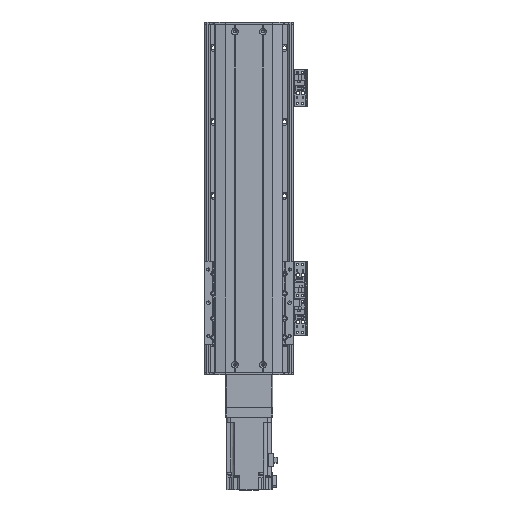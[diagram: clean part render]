
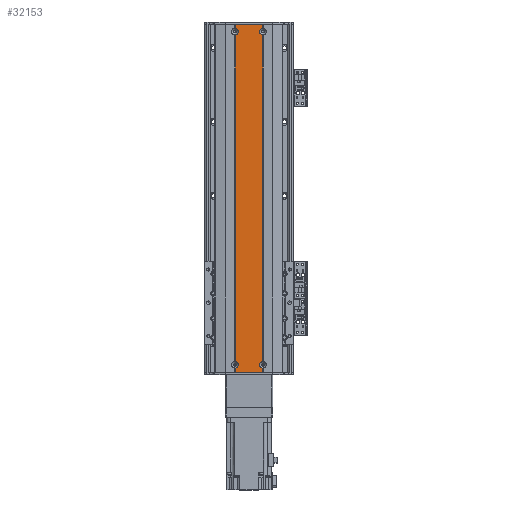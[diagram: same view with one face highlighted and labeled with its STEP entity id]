
A CAD part, top view. The second image highlights one B-rep face of the part: STEP entity #32153.
In plain terms, the highlighted face is planar.
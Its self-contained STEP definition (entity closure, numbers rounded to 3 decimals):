
#3522=CIRCLE('',#35432,4.55);
#3524=CIRCLE('',#35434,4.55);
#3527=CIRCLE('',#35439,4.55);
#3529=CIRCLE('',#35441,4.55);
#3535=CIRCLE('',#35449,4.55);
#3540=CIRCLE('',#35456,4.55);
#5234=FACE_OUTER_BOUND('',#7240,.T.);
#7240=EDGE_LOOP('',(#26727,#26728,#26729,#26730,#26731,#26732,#26733,#26734,
#26735,#26736,#26737,#26738,#26739,#26740));
#9530=LINE('',#54513,#12105);
#9533=LINE('',#54518,#12108);
#9536=LINE('',#54524,#12111);
#9538=LINE('',#54527,#12113);
#9571=LINE('',#54622,#12146);
#9642=LINE('',#54788,#12217);
#9643=LINE('',#54790,#12218);
#9644=LINE('',#54791,#12219);
#12105=VECTOR('',#42696,10.);
#12108=VECTOR('',#42701,10.);
#12111=VECTOR('',#42706,10.);
#12113=VECTOR('',#42710,10.);
#12146=VECTOR('',#42777,10.);
#12217=VECTOR('',#42958,10.);
#12218=VECTOR('',#42961,10.);
#12219=VECTOR('',#42962,10.);
#15084=VERTEX_POINT('',#54378);
#15085=VERTEX_POINT('',#54382);
#15087=VERTEX_POINT('',#54387);
#15093=VERTEX_POINT('',#54408);
#15094=VERTEX_POINT('',#54412);
#15096=VERTEX_POINT('',#54417);
#15101=VERTEX_POINT('',#54434);
#15107=VERTEX_POINT('',#54453);
#15110=VERTEX_POINT('',#54464);
#15116=VERTEX_POINT('',#54483);
#15124=VERTEX_POINT('',#54512);
#15125=VERTEX_POINT('',#54516);
#15127=VERTEX_POINT('',#54522);
#15172=VERTEX_POINT('',#54620);
#19073=EDGE_CURVE('',#15085,#15084,#3522,.T.);
#19076=EDGE_CURVE('',#15087,#15085,#3524,.T.);
#19084=EDGE_CURVE('',#15094,#15093,#3527,.T.);
#19087=EDGE_CURVE('',#15096,#15094,#3529,.T.);
#19101=EDGE_CURVE('',#15101,#15107,#3535,.T.);
#19112=EDGE_CURVE('',#15110,#15116,#3540,.T.);
#19125=EDGE_CURVE('',#15087,#15124,#9530,.T.);
#19128=EDGE_CURVE('',#15125,#15093,#9533,.T.);
#19131=EDGE_CURVE('',#15116,#15127,#9536,.T.);
#19133=EDGE_CURVE('',#15107,#15110,#9538,.T.);
#19180=EDGE_CURVE('',#15172,#15125,#9571,.T.);
#19264=EDGE_CURVE('',#15172,#15101,#9642,.T.);
#19265=EDGE_CURVE('',#15096,#15084,#9643,.T.);
#19266=EDGE_CURVE('',#15124,#15127,#9644,.T.);
#26727=ORIENTED_EDGE('',*,*,#19076,.T.);
#26728=ORIENTED_EDGE('',*,*,#19073,.T.);
#26729=ORIENTED_EDGE('',*,*,#19265,.F.);
#26730=ORIENTED_EDGE('',*,*,#19087,.T.);
#26731=ORIENTED_EDGE('',*,*,#19084,.T.);
#26732=ORIENTED_EDGE('',*,*,#19128,.F.);
#26733=ORIENTED_EDGE('',*,*,#19180,.F.);
#26734=ORIENTED_EDGE('',*,*,#19264,.T.);
#26735=ORIENTED_EDGE('',*,*,#19101,.T.);
#26736=ORIENTED_EDGE('',*,*,#19133,.T.);
#26737=ORIENTED_EDGE('',*,*,#19112,.T.);
#26738=ORIENTED_EDGE('',*,*,#19131,.T.);
#26739=ORIENTED_EDGE('',*,*,#19266,.F.);
#26740=ORIENTED_EDGE('',*,*,#19125,.F.);
#30733=PLANE('',#35538);
#32153=ADVANCED_FACE('',(#5234),#30733,.T.);
#35432=AXIS2_PLACEMENT_3D('',#54383,#42616,#42617);
#35434=AXIS2_PLACEMENT_3D('',#54388,#42621,#42622);
#35439=AXIS2_PLACEMENT_3D('',#54413,#42632,#42633);
#35441=AXIS2_PLACEMENT_3D('',#54418,#42637,#42638);
#35449=AXIS2_PLACEMENT_3D('',#54457,#42655,#42656);
#35456=AXIS2_PLACEMENT_3D('',#54487,#42671,#42672);
#35538=AXIS2_PLACEMENT_3D('',#54789,#42959,#42960);
#42616=DIRECTION('center_axis',(0.,-1.,0.));
#42617=DIRECTION('ref_axis',(1.,0.,0.));
#42621=DIRECTION('center_axis',(0.,-1.,0.));
#42622=DIRECTION('ref_axis',(1.,0.,0.));
#42632=DIRECTION('center_axis',(0.,-1.,0.));
#42633=DIRECTION('ref_axis',(1.,0.,0.));
#42637=DIRECTION('center_axis',(0.,-1.,0.));
#42638=DIRECTION('ref_axis',(1.,0.,0.));
#42655=DIRECTION('center_axis',(0.,-1.,0.));
#42656=DIRECTION('ref_axis',(1.,0.,0.));
#42671=DIRECTION('center_axis',(0.,-1.,0.));
#42672=DIRECTION('ref_axis',(1.,0.,0.));
#42696=DIRECTION('',(0.,0.,1.));
#42701=DIRECTION('',(0.,0.,1.));
#42706=DIRECTION('',(0.,0.,1.));
#42710=DIRECTION('',(0.,0.,1.));
#42777=DIRECTION('',(1.,0.,0.));
#42958=DIRECTION('',(0.,0.,1.));
#42959=DIRECTION('center_axis',(0.,1.,0.));
#42960=DIRECTION('ref_axis',(-1.,0.,0.));
#42961=DIRECTION('',(0.,0.,1.));
#42962=DIRECTION('',(-1.,0.,0.));
#54378=CARTESIAN_POINT('',(18.5,2.5,220.978));
#54382=CARTESIAN_POINT('',(14.45,2.5,225.5));
#54383=CARTESIAN_POINT('Origin',(19.,2.5,225.5));
#54387=CARTESIAN_POINT('',(18.5,2.5,230.022));
#54388=CARTESIAN_POINT('Origin',(19.,2.5,225.5));
#54408=CARTESIAN_POINT('',(18.5,2.5,-230.022));
#54412=CARTESIAN_POINT('',(14.45,2.5,-225.5));
#54413=CARTESIAN_POINT('Origin',(19.,2.5,-225.5));
#54417=CARTESIAN_POINT('',(18.5,2.5,-220.978));
#54418=CARTESIAN_POINT('Origin',(19.,2.5,-225.5));
#54434=CARTESIAN_POINT('',(-18.5,2.5,-230.022));
#54453=CARTESIAN_POINT('',(-18.5,2.5,-220.978));
#54457=CARTESIAN_POINT('Origin',(-19.,2.5,-225.5));
#54464=CARTESIAN_POINT('',(-18.5,2.5,220.978));
#54483=CARTESIAN_POINT('',(-18.5,2.5,230.022));
#54487=CARTESIAN_POINT('Origin',(-19.,2.5,225.5));
#54512=CARTESIAN_POINT('',(18.5,2.5,235.5));
#54513=CARTESIAN_POINT('',(18.5,2.5,0.));
#54516=CARTESIAN_POINT('',(18.5,2.5,-235.5));
#54518=CARTESIAN_POINT('',(18.5,2.5,0.));
#54522=CARTESIAN_POINT('',(-18.5,2.5,235.5));
#54524=CARTESIAN_POINT('',(-18.5,2.5,0.));
#54527=CARTESIAN_POINT('',(-18.5,2.5,0.));
#54620=CARTESIAN_POINT('',(-18.5,2.5,-235.5));
#54622=CARTESIAN_POINT('',(18.5,2.5,-235.5));
#54788=CARTESIAN_POINT('',(-18.5,2.5,0.));
#54789=CARTESIAN_POINT('Origin',(18.5,2.5,0.));
#54790=CARTESIAN_POINT('',(18.5,2.5,0.));
#54791=CARTESIAN_POINT('',(18.5,2.5,235.5));
